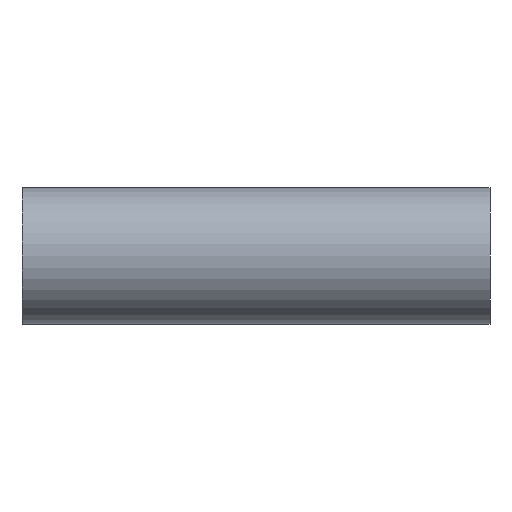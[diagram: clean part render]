
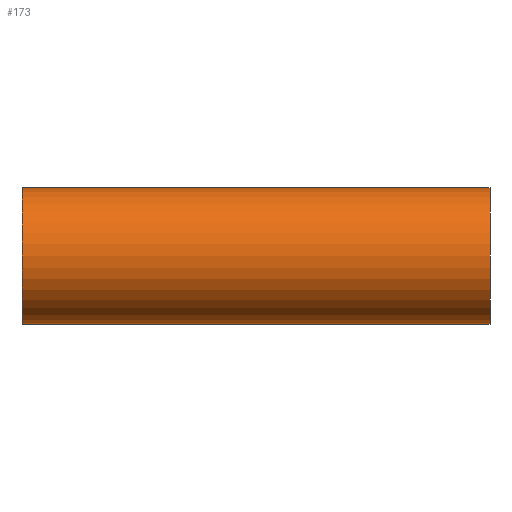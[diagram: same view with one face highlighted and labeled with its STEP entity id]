
A CAD part, left-side view. The second image highlights one B-rep face of the part: STEP entity #173.
In plain terms, the highlighted cylindrical face has radius 55 mm (diameter 110 mm), a partial arc.
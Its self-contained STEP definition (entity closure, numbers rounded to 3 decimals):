
#6 = DIRECTION ( 'NONE',  ( 0., -1., 0. ) ) ;
#8 = DIRECTION ( 'NONE',  ( 0., 0., -1. ) ) ;
#14 = CARTESIAN_POINT ( 'NONE',  ( 0., 376., 55. ) ) ;
#20 = ORIENTED_EDGE ( 'NONE', *, *, #353, .F. ) ;
#25 = CARTESIAN_POINT ( 'NONE',  ( 0., 0., 55. ) ) ;
#43 = CIRCLE ( 'NONE', #316, 55. ) ;
#45 = DIRECTION ( 'NONE',  ( 0., -1., 0. ) ) ;
#49 = EDGE_CURVE ( 'NONE', #470, #435, #51, .T. ) ;
#51 = LINE ( 'NONE', #55, #194 ) ;
#53 = VECTOR ( 'NONE', #289, 1000. ) ;
#54 = LINE ( 'NONE', #14, #158 ) ;
#55 = CARTESIAN_POINT ( 'NONE',  ( 0., 376., -55. ) ) ;
#75 = DIRECTION ( 'NONE',  ( 0., 0., 1. ) ) ;
#87 = DIRECTION ( 'NONE',  ( 0., -1., 0. ) ) ;
#113 = ORIENTED_EDGE ( 'NONE', *, *, #452, .F. ) ;
#125 = CARTESIAN_POINT ( 'NONE',  ( 0., 376., 55. ) ) ;
#129 = VERTEX_POINT ( 'NONE', #310 ) ;
#135 = CIRCLE ( 'NONE', #341, 55. ) ;
#144 = CARTESIAN_POINT ( 'NONE',  ( 0., 376., 55. ) ) ;
#154 = ORIENTED_EDGE ( 'NONE', *, *, #260, .F. ) ;
#155 = LINE ( 'NONE', #423, #308 ) ;
#157 = DIRECTION ( 'NONE',  ( 0., -1., 0. ) ) ;
#158 = VECTOR ( 'NONE', #157, 1000. ) ;
#160 = CARTESIAN_POINT ( 'NONE',  ( 0., 376., 0. ) ) ;
#173 = ADVANCED_FACE ( 'NONE', ( #230 ), #386, .T. ) ;
#194 = VECTOR ( 'NONE', #87, 1000. ) ;
#225 = DIRECTION ( 'NONE',  ( 0., 1., 0. ) ) ;
#228 = EDGE_CURVE ( 'NONE', #435, #129, #155, .T. ) ;
#230 = FACE_OUTER_BOUND ( 'NONE', #439, .T. ) ;
#254 = VERTEX_POINT ( 'NONE', #125 ) ;
#260 = EDGE_CURVE ( 'NONE', #254, #444, #54, .T. ) ;
#264 = AXIS2_PLACEMENT_3D ( 'NONE', #160, #45, #8 ) ;
#289 = DIRECTION ( 'NONE',  ( 0., -1., 0. ) ) ;
#296 = CARTESIAN_POINT ( 'NONE',  ( 0., 0., 0. ) ) ;
#304 = VERTEX_POINT ( 'NONE', #25 ) ;
#308 = VECTOR ( 'NONE', #6, 1000. ) ;
#310 = CARTESIAN_POINT ( 'NONE',  ( 0., 0., -55. ) ) ;
#316 = AXIS2_PLACEMENT_3D ( 'NONE', #296, #225, #75 ) ;
#319 = DIRECTION ( 'NONE',  ( 0., 1., 0. ) ) ;
#326 = ORIENTED_EDGE ( 'NONE', *, *, #228, .T. ) ;
#337 = CARTESIAN_POINT ( 'NONE',  ( 0., 125., 55. ) ) ;
#341 = AXIS2_PLACEMENT_3D ( 'NONE', #463, #319, #468 ) ;
#353 = EDGE_CURVE ( 'NONE', #470, #254, #135, .T. ) ;
#369 = CARTESIAN_POINT ( 'NONE',  ( 0., 376., -55. ) ) ;
#378 = ORIENTED_EDGE ( 'NONE', *, *, #421, .T. ) ;
#386 = CYLINDRICAL_SURFACE ( 'NONE', #264, 55. ) ;
#407 = CARTESIAN_POINT ( 'NONE',  ( 0., 125., -55. ) ) ;
#421 = EDGE_CURVE ( 'NONE', #129, #304, #43, .T. ) ;
#423 = CARTESIAN_POINT ( 'NONE',  ( 0., 376., -55. ) ) ;
#435 = VERTEX_POINT ( 'NONE', #407 ) ;
#439 = EDGE_LOOP ( 'NONE', ( #154, #20, #448, #326, #378, #113 ) ) ;
#444 = VERTEX_POINT ( 'NONE', #337 ) ;
#448 = ORIENTED_EDGE ( 'NONE', *, *, #49, .T. ) ;
#452 = EDGE_CURVE ( 'NONE', #444, #304, #480, .T. ) ;
#463 = CARTESIAN_POINT ( 'NONE',  ( 0., 376., 0. ) ) ;
#468 = DIRECTION ( 'NONE',  ( 0., 0., 1. ) ) ;
#470 = VERTEX_POINT ( 'NONE', #369 ) ;
#480 = LINE ( 'NONE', #144, #53 ) ;
